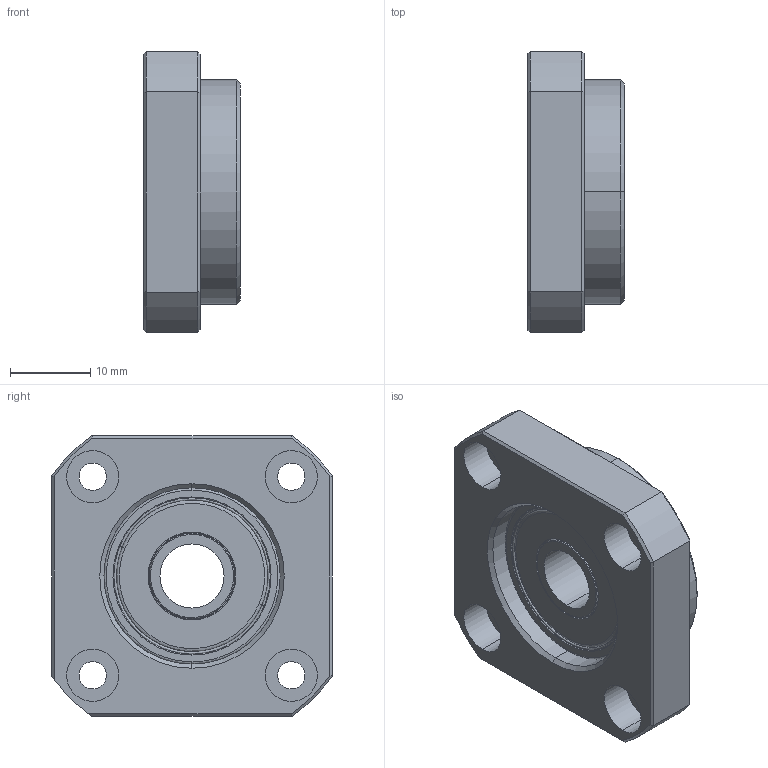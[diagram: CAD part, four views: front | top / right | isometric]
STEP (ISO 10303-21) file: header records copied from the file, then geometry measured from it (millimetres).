
FILE_DESCRIPTION (( 'STEP AP203' ), '1' );
FILE_NAME ('FF_WBF10.STEP', '2015-03-16T19:32:39', ( 'Jim Meade' ), ( 'Hewlett-Packard' ), 'SwSTEP 2.0', 'SolidWorks 2015', '' );
FILE_SCHEMA (( 'CONFIG_CONTROL_DESIGN' ));
Length unit declared in the file: millimetre
Products named in the file (1): FF_WBF10
Bounding box: 12 x 35 x 35 mm (x, y, z)
Volume: 7659.1 mm3; surface area: 7026.5 mm2
Topology: 12 solids, 12 shells, 172 faces, 405 edges, 238 vertices
Faces by surface type: bspline 72, cylinder 52, plane 31, cone 17
Entity records: 6423 total; most frequent: CARTESIAN_POINT 2736, DIRECTION 770, ORIENTED_EDGE 754, EDGE_CURVE 377, AXIS2_PLACEMENT_3D 344, CIRCLE 243, VERTEX_POINT 238, EDGE_LOOP 199
